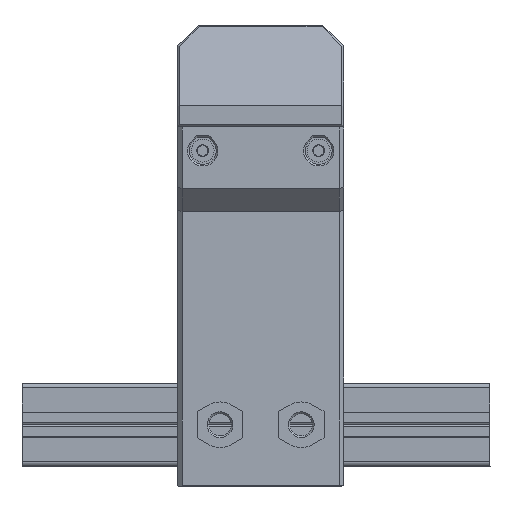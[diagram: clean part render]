
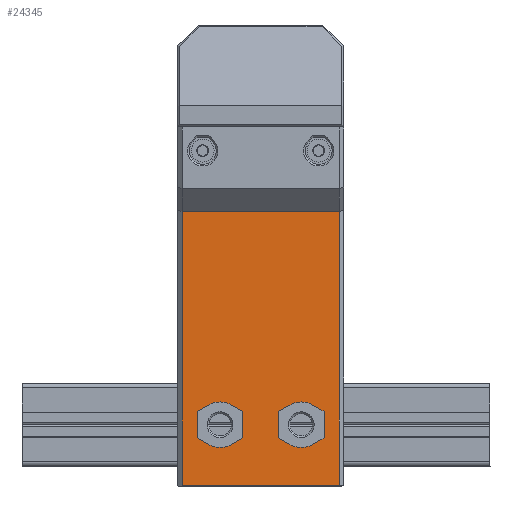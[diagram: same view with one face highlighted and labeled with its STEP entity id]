
A CAD part, left-side view. The second image highlights one B-rep face of the part: STEP entity #24345.
In plain terms, the highlighted planar face has unit normal (-1, 0, 0).
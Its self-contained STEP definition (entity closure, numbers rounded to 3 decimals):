
#1113=FACE_BOUND('',#4849,.T.);
#1114=FACE_BOUND('',#4850,.T.);
#1763=PLANE('',#26443);
#3351=FACE_OUTER_BOUND('',#4848,.T.);
#4848=EDGE_LOOP('',(#21315,#21316,#21317,#21318));
#4849=EDGE_LOOP('',(#21319,#21320,#21321,#21322,#21323,#21324,#21325,#21326));
#4850=EDGE_LOOP('',(#21327,#21328,#21329,#21330,#21331,#21332,#21333,#21334));
#6968=LINE('',#45639,#9321);
#6970=LINE('',#45643,#9323);
#6972=LINE('',#45647,#9325);
#6976=LINE('',#45657,#9329);
#6978=LINE('',#45661,#9331);
#6980=LINE('',#45665,#9333);
#6995=LINE('',#45695,#9348);
#6997=LINE('',#45699,#9350);
#6999=LINE('',#45703,#9352);
#7001=LINE('',#45709,#9354);
#7003=LINE('',#45713,#9356);
#7005=LINE('',#45717,#9358);
#7007=LINE('',#45724,#9360);
#7008=LINE('',#45726,#9361);
#7009=LINE('',#45728,#9362);
#7010=LINE('',#45729,#9363);
#9321=VECTOR('',#31817,10.);
#9323=VECTOR('',#31821,10.);
#9325=VECTOR('',#31825,10.);
#9329=VECTOR('',#31835,10.);
#9331=VECTOR('',#31839,10.);
#9333=VECTOR('',#31843,10.);
#9348=VECTOR('',#31870,10.);
#9350=VECTOR('',#31874,10.);
#9352=VECTOR('',#31878,10.);
#9354=VECTOR('',#31886,10.);
#9356=VECTOR('',#31890,10.);
#9358=VECTOR('',#31894,10.);
#9360=VECTOR('',#31902,10.);
#9361=VECTOR('',#31903,10.);
#9362=VECTOR('',#31904,10.);
#9363=VECTOR('',#31905,10.);
#10239=CIRCLE('',#26419,5.5);
#10240=CIRCLE('',#26424,5.5);
#10241=CIRCLE('',#26437,5.5);
#10242=CIRCLE('',#26442,5.5);
#11990=VERTEX_POINT('',#45631);
#11991=VERTEX_POINT('',#45633);
#11992=VERTEX_POINT('',#45637);
#11993=VERTEX_POINT('',#45641);
#11994=VERTEX_POINT('',#45645);
#11995=VERTEX_POINT('',#45649);
#11996=VERTEX_POINT('',#45651);
#11997=VERTEX_POINT('',#45655);
#11998=VERTEX_POINT('',#45659);
#11999=VERTEX_POINT('',#45663);
#12008=VERTEX_POINT('',#45694);
#12009=VERTEX_POINT('',#45698);
#12010=VERTEX_POINT('',#45702);
#12011=VERTEX_POINT('',#45708);
#12012=VERTEX_POINT('',#45712);
#12013=VERTEX_POINT('',#45716);
#12014=VERTEX_POINT('',#45722);
#12015=VERTEX_POINT('',#45723);
#12016=VERTEX_POINT('',#45725);
#12017=VERTEX_POINT('',#45727);
#15166=EDGE_CURVE('',#11991,#11990,#10239,.T.);
#15169=EDGE_CURVE('',#11990,#11992,#6968,.T.);
#15171=EDGE_CURVE('',#11992,#11993,#6970,.T.);
#15173=EDGE_CURVE('',#11993,#11994,#6972,.T.);
#15175=EDGE_CURVE('',#11996,#11995,#10240,.T.);
#15178=EDGE_CURVE('',#11995,#11997,#6976,.T.);
#15180=EDGE_CURVE('',#11997,#11998,#6978,.T.);
#15182=EDGE_CURVE('',#11998,#11999,#6980,.T.);
#15197=EDGE_CURVE('',#12008,#11991,#6995,.T.);
#15199=EDGE_CURVE('',#12009,#12008,#6997,.T.);
#15201=EDGE_CURVE('',#12010,#12009,#6999,.T.);
#15203=EDGE_CURVE('',#11994,#12010,#10241,.T.);
#15204=EDGE_CURVE('',#12011,#11996,#7001,.T.);
#15206=EDGE_CURVE('',#12012,#12011,#7003,.T.);
#15208=EDGE_CURVE('',#12013,#12012,#7005,.T.);
#15210=EDGE_CURVE('',#11999,#12013,#10242,.T.);
#15211=EDGE_CURVE('',#12014,#12015,#7007,.T.);
#15212=EDGE_CURVE('',#12016,#12015,#7008,.T.);
#15213=EDGE_CURVE('',#12017,#12016,#7009,.T.);
#15214=EDGE_CURVE('',#12014,#12017,#7010,.T.);
#21315=ORIENTED_EDGE('',*,*,#15211,.T.);
#21316=ORIENTED_EDGE('',*,*,#15212,.F.);
#21317=ORIENTED_EDGE('',*,*,#15213,.F.);
#21318=ORIENTED_EDGE('',*,*,#15214,.F.);
#21319=ORIENTED_EDGE('',*,*,#15173,.T.);
#21320=ORIENTED_EDGE('',*,*,#15203,.T.);
#21321=ORIENTED_EDGE('',*,*,#15201,.T.);
#21322=ORIENTED_EDGE('',*,*,#15199,.T.);
#21323=ORIENTED_EDGE('',*,*,#15197,.T.);
#21324=ORIENTED_EDGE('',*,*,#15166,.T.);
#21325=ORIENTED_EDGE('',*,*,#15169,.T.);
#21326=ORIENTED_EDGE('',*,*,#15171,.T.);
#21327=ORIENTED_EDGE('',*,*,#15182,.T.);
#21328=ORIENTED_EDGE('',*,*,#15210,.T.);
#21329=ORIENTED_EDGE('',*,*,#15208,.T.);
#21330=ORIENTED_EDGE('',*,*,#15206,.T.);
#21331=ORIENTED_EDGE('',*,*,#15204,.T.);
#21332=ORIENTED_EDGE('',*,*,#15175,.T.);
#21333=ORIENTED_EDGE('',*,*,#15178,.T.);
#21334=ORIENTED_EDGE('',*,*,#15180,.T.);
#24345=ADVANCED_FACE('',(#3351,#1113,#1114),#1763,.T.);
#26419=AXIS2_PLACEMENT_3D('',#45634,#31811,#31812);
#26424=AXIS2_PLACEMENT_3D('',#45652,#31829,#31830);
#26437=AXIS2_PLACEMENT_3D('',#45706,#31882,#31883);
#26442=AXIS2_PLACEMENT_3D('',#45720,#31898,#31899);
#26443=AXIS2_PLACEMENT_3D('',#45721,#31900,#31901);
#31811=DIRECTION('center_axis',(1.,0.,0.));
#31812=DIRECTION('ref_axis',(0.,-0.5,0.866));
#31817=DIRECTION('',(0.,-0.866,-0.5));
#31821=DIRECTION('',(0.,0.,-1.));
#31825=DIRECTION('',(0.,0.866,-0.5));
#31829=DIRECTION('center_axis',(1.,0.,0.));
#31830=DIRECTION('ref_axis',(0.,0.5,-0.866));
#31835=DIRECTION('',(0.,0.866,0.5));
#31839=DIRECTION('',(0.,0.,1.));
#31843=DIRECTION('',(0.,-0.866,0.5));
#31870=DIRECTION('',(0.,-0.866,0.5));
#31874=DIRECTION('',(0.,0.,1.));
#31878=DIRECTION('',(0.,0.866,0.5));
#31882=DIRECTION('center_axis',(1.,0.,0.));
#31883=DIRECTION('ref_axis',(0.,0.5,-0.866));
#31886=DIRECTION('',(0.,0.866,-0.5));
#31890=DIRECTION('',(0.,0.,-1.));
#31894=DIRECTION('',(0.,-0.866,-0.5));
#31898=DIRECTION('center_axis',(1.,0.,0.));
#31899=DIRECTION('ref_axis',(0.,-0.5,0.866));
#31900=DIRECTION('center_axis',(-1.,0.,0.));
#31901=DIRECTION('ref_axis',(0.,0.,
-1.));
#31902=DIRECTION('',(0.,1.,0.));
#31903=DIRECTION('',(0.,0.,1.));
#31904=DIRECTION('',(0.,1.,0.));
#31905=DIRECTION('',(0.,0.,-1.));
#45631=CARTESIAN_POINT('',(3.,28.079,98.755));
#45633=CARTESIAN_POINT('',(3.,33.579,98.755));
#45634=CARTESIAN_POINT('Origin',(3.,30.829,93.991));
#45637=CARTESIAN_POINT('',(3.,25.329,97.167));
#45639=CARTESIAN_POINT('',(3.,24.848,96.889));
#45641=CARTESIAN_POINT('',(3.,25.329,90.816));
#45643=CARTESIAN_POINT('',(3.,25.329,62.31));
#45645=CARTESIAN_POINT('',(3.,28.079,89.228));
#45647=CARTESIAN_POINT('',(3.,52.284,75.253));
#45649=CARTESIAN_POINT('',(3.,53.179,89.228));
#45651=CARTESIAN_POINT('',(3.,47.679,89.228));
#45652=CARTESIAN_POINT('Origin',(3.,50.429,93.991));
#45655=CARTESIAN_POINT('',(3.,55.929,90.816));
#45657=CARTESIAN_POINT('',(3.,42.598,83.12));
#45659=CARTESIAN_POINT('',(3.,55.929,97.167));
#45661=CARTESIAN_POINT('',(3.,55.929,59.135));
#45663=CARTESIAN_POINT('',(3.,53.179,98.755));
#45665=CARTESIAN_POINT('',(3.,72.784,87.435));
#45694=CARTESIAN_POINT('',(3.,36.329,97.167));
#45695=CARTESIAN_POINT('',(3.,60.534,83.192));
#45698=CARTESIAN_POINT('',(3.,36.329,90.816));
#45699=CARTESIAN_POINT('',(3.,36.329,59.135));
#45702=CARTESIAN_POINT('',(3.,33.579,89.228));
#45703=CARTESIAN_POINT('',(3.,30.348,87.363));
#45706=CARTESIAN_POINT('Origin',(3.,30.829,93.991));
#45708=CARTESIAN_POINT('',(3.,44.929,90.816));
#45709=CARTESIAN_POINT('',(3.,64.534,79.497));
#45712=CARTESIAN_POINT('',(3.,44.929,97.167));
#45713=CARTESIAN_POINT('',(3.,44.929,62.31));
#45716=CARTESIAN_POINT('',(3.,47.679,98.755));
#45717=CARTESIAN_POINT('',(3.,37.098,92.646));
#45720=CARTESIAN_POINT('Origin',(3.,50.429,93.991));
#45721=CARTESIAN_POINT('Origin',(3.,60.629,27.454));
#45722=CARTESIAN_POINT('',(3.,21.629,108.584));
#45723=CARTESIAN_POINT('',(3.,59.629,108.584));
#45724=CARTESIAN_POINT('',(3.,40.629,108.584));
#45725=CARTESIAN_POINT('',(3.,59.629,42.497));
#45726=CARTESIAN_POINT('',(3.,59.629,17.224));
#45727=CARTESIAN_POINT('',(3.,21.629,42.497));
#45728=CARTESIAN_POINT('',(3.,50.629,42.497));
#45729=CARTESIAN_POINT('',(3.,21.629,17.224));
